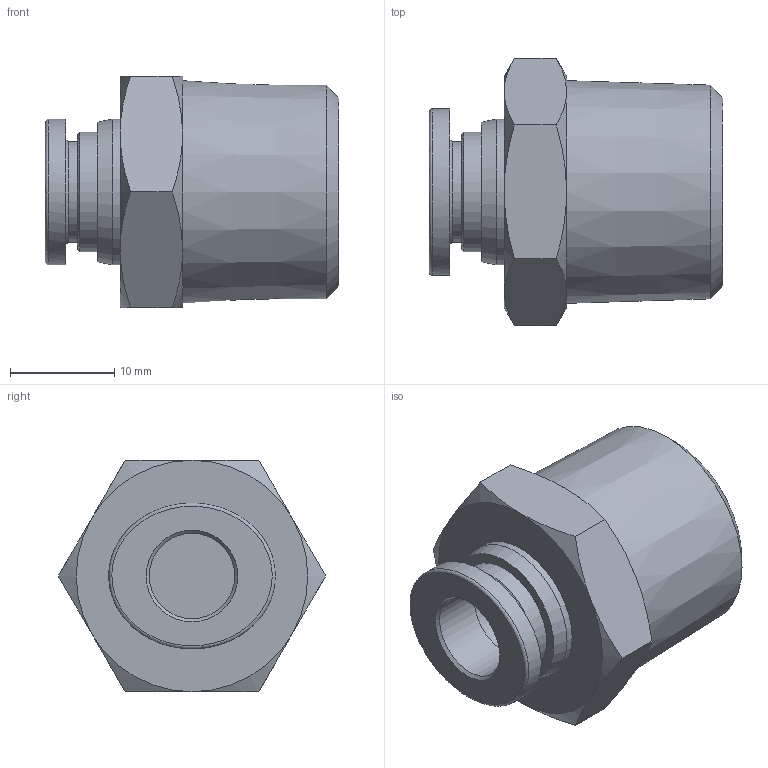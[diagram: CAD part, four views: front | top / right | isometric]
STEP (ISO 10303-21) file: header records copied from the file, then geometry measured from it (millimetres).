
FILE_DESCRIPTION((''),'2;1');
FILE_NAME('PC 5_16-N04U.stp','2016-10-12T09:49:09',('Administrator'),(''),'Autodesk Inventor 2013','Autodesk Inventor 2013','');
FILE_SCHEMA(('CONFIG_CONTROL_DESIGN'));
Length unit declared in the file: millimetre
Products named in the file (3): PC 5_16-N04U; NC 5_16-NPT1_2 BODY; SLEEVE N5_16C
Assembly tree (2 placements, depth 2):
  PC 5_16-N04U
    NC 5_16-NPT1_2 BODY
    SLEEVE N5_16C
Bounding box: 28.2 x 25.67 x 22.23 mm (x, y, z)
Volume: 7611.2 mm3; surface area: 3228 mm2
Topology: 2 solids, 2 shells, 40 faces, 75 edges, 44 vertices
Faces by surface type: cone 18, plane 15, cylinder 5, bspline 2
Full cylindrical faces by diameter (mm): 8.2 x2, 9.7 x1, 11.45 x1, 14 x1
Entity records: 1096 total; most frequent: CARTESIAN_POINT 319, DIRECTION 154, ORIENTED_EDGE 126, AXIS2_PLACEMENT_3D 74, EDGE_CURVE 63, EDGE_LOOP 59, VERTEX_POINT 44, FACE_OUTER_BOUND 40
